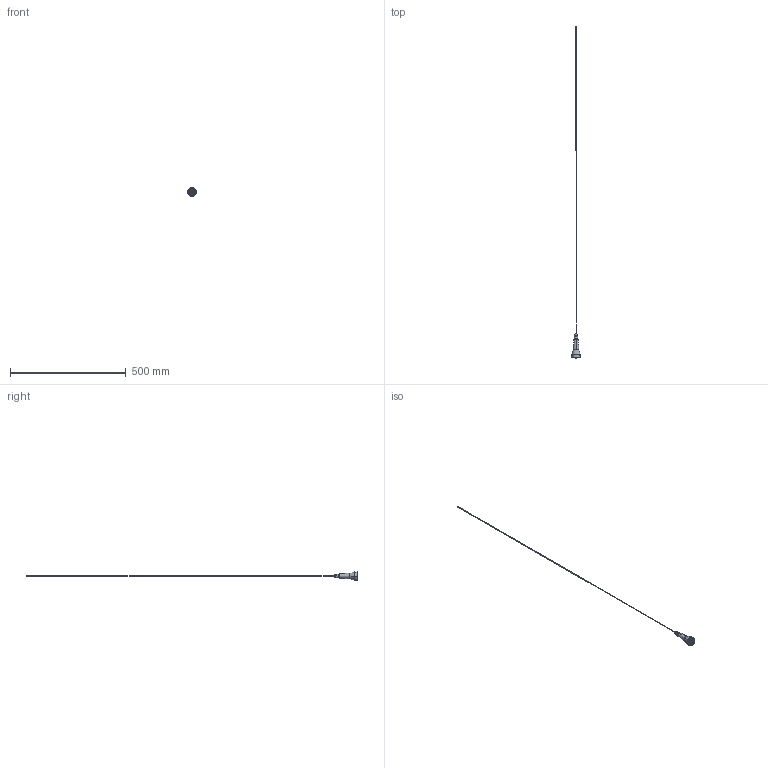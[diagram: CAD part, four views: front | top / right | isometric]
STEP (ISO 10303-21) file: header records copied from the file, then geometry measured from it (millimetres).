
FILE_DESCRIPTION (( 'STEP AP214' ), '1' );
FILE_NAME ('FM51MP1001_3D.step', '2023-01-17T21:10:10', ( '' ), ( '' ), 'SwSTEP 2.0', 'SolidWorks 2022', '' );
FILE_SCHEMA (( 'AUTOMOTIVE_DESIGN' ));
Length unit declared in the file: millimetre
Products named in the file (29): 2-00004_REV-A; 13-00006_92313A820; 6A-00002_REV-B; 7A-00037_REV-A; 6-00072_REV-1; FM51MP1001_3D; GS 4-5_REV-A; 3-00004_REV-B_Installed; 6A-00021_REV-1; 7-00059_Rev-A; EM6A-00004-Z00_REV-A; 18-00010_REV-A; GS 4-12_REV-A; 13-00015_REV-A_91420A118; 8-00007_Rev-A; EM2A-00011_REV-C; 7-00037_Rev-A; 7-00015_REV-A; EMFLX3A-00001-REV-C; 6-A145-02; 7-00014_REV-A; 5-00008_Rev-B; 1-00008_REV-A; 9-00002_REV-A; 3A-00004_REV-D; 8-00006_REV-B; 7-00060_REV-A; 7-00022_REV-B; 13-00021_92311A422
Assembly tree (28 placements, depth 4):
  FM51MP1001_3D
    EM2A-00011_REV-C
      2-00004_REV-A
      1-00008_REV-A
    EMFLX3A-00001-REV-C
      6A-00002_REV-B
        7-00014_REV-A
        6-A145-02
        7-00015_REV-A
      7A-00037_REV-A
        7-00037_Rev-A
        13-00006_92313A820
        13-00021_92311A422
      GS 4-5_REV-A
      GS 4-12_REV-A
      18-00010_REV-A
    EM6A-00004-Z00_REV-A
      3A-00004_REV-D
        8-00007_Rev-A
        13-00015_REV-A_91420A118
        5-00008_Rev-B
        8-00006_REV-B
        7-00022_REV-B
        3-00004_REV-B_Installed
      6A-00021_REV-1
        6-00072_REV-1
        7-00059_Rev-A
        7-00060_REV-A
      9-00002_REV-A
Bounding box: 36.91 x 1433.59 x 36.91 mm (x, y, z)
Surface area: 39259.4 mm2 (no closed solid volume)
Topology: 0 solids, 21 shells, 1105 faces, 2999 edges, 1952 vertices
Faces by surface type: cylinder 510, bspline 245, plane 183, cone 167
Entity records: 82586 total; most frequent: CARTESIAN_POINT 44568, ORIENTED_EDGE 5966, DIRECTION 4427, EDGE_CURVE 2983, VERTEX_POINT 1952, AXIS2_PLACEMENT_3D 1715, EDGE_LOOP 1177, UNCERTAINTY_MEASURE_WITH_UNIT 1155
